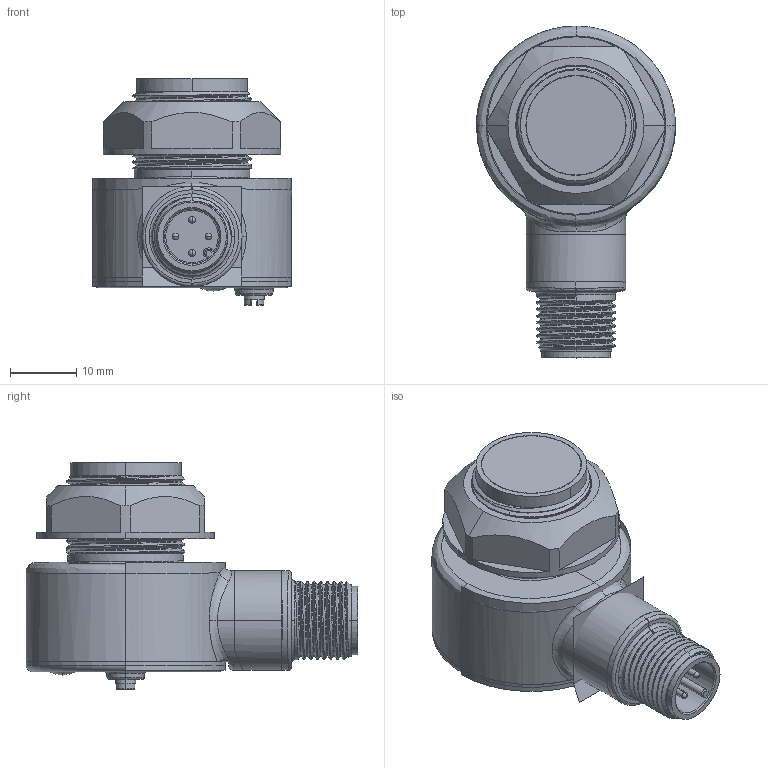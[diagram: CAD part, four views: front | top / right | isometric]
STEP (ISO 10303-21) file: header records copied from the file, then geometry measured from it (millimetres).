
FILE_DESCRIPTION((''),'2;1');
FILE_NAME('199029_ASM','2018-05-21T',('pdmadmin'),('BANNER ENGINEERING'),'CREO PARAMETRIC BY PTC INC, 2016260','CREO PARAMETRIC BY PTC INC, 2016260','');
FILE_SCHEMA(('CONFIG_CONTROL_DESIGN'));
Length unit declared in the file: millimetre
Products named in the file (9): 195862_WEB_CAD; 164109; 195873_WEB_CAD; 195872; 195873_WEB_CAD_ASM; 196761_WEB_CAD; 195883_WEB_CAD; 197505; 199029_ASM
Assembly tree (11 placements, depth 3):
  199029_ASM
    195862_WEB_CAD
    164109
    195873_WEB_CAD_ASM
      195873_WEB_CAD
      195872  x4
    196761_WEB_CAD
    195883_WEB_CAD
    197505
Bounding box: 30 x 50 x 34.16 mm (x, y, z)
Volume: 18802 mm3; surface area: 13338.3 mm2
Topology: 10 solids, 15 shells, 431 faces, 1021 edges, 613 vertices
Faces by surface type: cylinder 166, bspline 89, plane 79, cone 70, sphere 14, torus 13
Entity records: 29088 total; most frequent: CARTESIAN_POINT 20913, ORIENTED_EDGE 1756, DIRECTION 1495, EDGE_CURVE 889, AXIS2_PLACEMENT_3D 611, VERTEX_POINT 547, EDGE_LOOP 402, FACE_OUTER_BOUND 374
